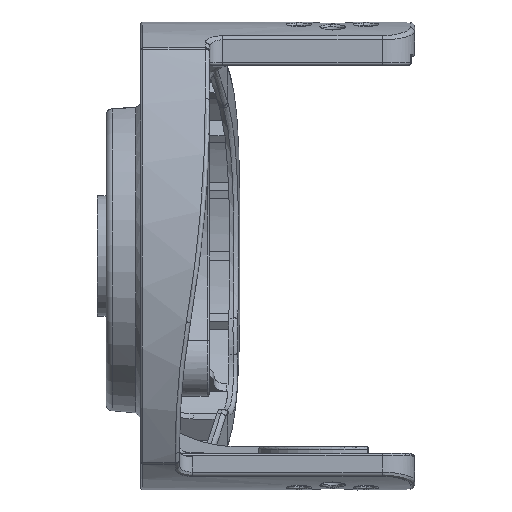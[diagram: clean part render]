
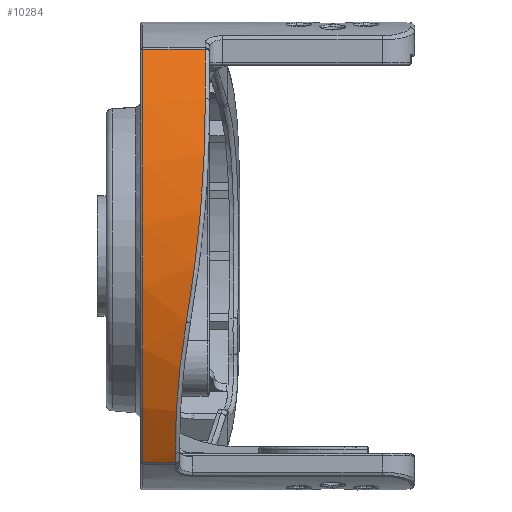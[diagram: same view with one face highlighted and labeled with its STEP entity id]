
A CAD part, left-side view. The second image highlights one B-rep face of the part: STEP entity #10284.
In plain terms, the highlighted cylindrical face has radius 85.7 mm (diameter 171.4 mm), a partial arc.
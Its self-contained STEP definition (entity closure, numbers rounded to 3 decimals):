
#392=CYLINDRICAL_SURFACE('',#11340,85.7);
#1016=FACE_OUTER_BOUND('',#1718,.T.);
#1718=EDGE_LOOP('',(#8246,#8247,#8248,#8249,#8250,#8251,#8252));
#2313=B_SPLINE_CURVE_WITH_KNOTS('',3,(#26775,#26776,#26777,#26778,#26779,
#26780,#26781,#26782,#26783,#26784,#26785,#26786,#26787,#26788,#26789,#26790,
#26791,#26792,#26793,#26794,#26795,#26796,#26797,#26798,#26799),
 .UNSPECIFIED.,.F.,.F.,(4,3,3,3,3,3,3,3,4),(0.,0.008,
0.016,0.016,0.025,0.025,
0.029,0.029,0.033),.UNSPECIFIED.);
#2314=B_SPLINE_CURVE_WITH_KNOTS('',3,(#26801,#26802,#26803,#26804,#26805,
#26806,#26807,#26808,#26809,#26810,#26811,#26812,#26813,#26814,#26815,#26816,
#26817,#26818,#26819,#26820,#26821,#26822,#26823,#26824,#26825,#26826,#26827,
#26828,#26829,#26830,#26831,#26832,#26833,#26834,#26835,#26836,#26837,#26838,
#26839,#26840),.UNSPECIFIED.,.F.,.F.,(4,3,3,3,3,3,3,3,3,3,3,3,3,4),(0.,
0.007,0.011,0.013,0.026,
0.026,0.03,0.03,0.033,
0.033,0.038,0.04,0.049,
0.053),.UNSPECIFIED.);
#2834=CIRCLE('',#11341,85.7);
#2835=CIRCLE('',#11342,85.7);
#2836=CIRCLE('',#11343,85.7);
#3382=LINE('',#26771,#3987);
#3383=LINE('',#26844,#3988);
#3987=VECTOR('',#13614,1000.);
#3988=VECTOR('',#13619,1000.);
#5038=VERTEX_POINT('',#26769);
#5039=VERTEX_POINT('',#26770);
#5040=VERTEX_POINT('',#26772);
#5041=VERTEX_POINT('',#26774);
#5042=VERTEX_POINT('',#26800);
#5043=VERTEX_POINT('',#26841);
#5044=VERTEX_POINT('',#26843);
#6312=EDGE_CURVE('',#5038,#5039,#3382,.T.);
#6313=EDGE_CURVE('',#5040,#5038,#2834,.T.);
#6314=EDGE_CURVE('',#5041,#5040,#2313,.T.);
#6315=EDGE_CURVE('',#5042,#5041,#2314,.T.);
#6316=EDGE_CURVE('',#5043,#5042,#2835,.T.);
#6317=EDGE_CURVE('',#5043,#5044,#3383,.T.);
#6318=EDGE_CURVE('',#5039,#5044,#2836,.T.);
#8246=ORIENTED_EDGE('',*,*,#6312,.F.);
#8247=ORIENTED_EDGE('',*,*,#6313,.F.);
#8248=ORIENTED_EDGE('',*,*,#6314,.F.);
#8249=ORIENTED_EDGE('',*,*,#6315,.F.);
#8250=ORIENTED_EDGE('',*,*,#6316,.F.);
#8251=ORIENTED_EDGE('',*,*,#6317,.T.);
#8252=ORIENTED_EDGE('',*,*,#6318,.F.);
#10284=ADVANCED_FACE('',(#1016),#392,.T.);
#11340=AXIS2_PLACEMENT_3D('',#26768,#13612,#13613);
#11341=AXIS2_PLACEMENT_3D('',#26773,#13615,#13616);
#11342=AXIS2_PLACEMENT_3D('',#26842,#13617,#13618);
#11343=AXIS2_PLACEMENT_3D('',#26845,#13620,#13621);
#13612=DIRECTION('center_axis',(0.,1.,0.));
#13613=DIRECTION('ref_axis',(0.,0.,1.));
#13614=DIRECTION('',(0.,1.,0.));
#13615=DIRECTION('center_axis',(0.,-1.,0.));
#13616=DIRECTION('ref_axis',(0.,0.,1.));
#13617=DIRECTION('center_axis',(0.,-1.,0.));
#13618=DIRECTION('ref_axis',(0.,0.,1.));
#13619=DIRECTION('',(0.,1.,0.));
#13620=DIRECTION('center_axis',(0.,1.,0.));
#13621=DIRECTION('ref_axis',(0.,0.,1.));
#26768=CARTESIAN_POINT('Origin',(-34.103,-129.362,16.264));
#26769=CARTESIAN_POINT('',(-105.144,327.551,-31.67));
#26770=CARTESIAN_POINT('',(-105.144,335.051,-31.67));
#26771=CARTESIAN_POINT('',(-105.144,-129.362,-31.67));
#26772=CARTESIAN_POINT('',(-106.589,327.551,-29.455));
#26773=CARTESIAN_POINT('Origin',(-34.103,327.551,16.264));
#26774=CARTESIAN_POINT('',(-118.433,324.958,1.004));
#26775=CARTESIAN_POINT('Ctrl Pts',(-118.433,324.958,1.004));
#26776=CARTESIAN_POINT('Ctrl Pts',(-117.946,325.419,-1.688));
#26777=CARTESIAN_POINT('Ctrl Pts',(-117.334,325.812,-4.343));
#26778=CARTESIAN_POINT('Ctrl Pts',(-116.597,326.142,-6.961));
#26779=CARTESIAN_POINT('Ctrl Pts',(-115.86,326.471,-9.579));
#26780=CARTESIAN_POINT('Ctrl Pts',(-114.998,326.737,-12.159));
#26781=CARTESIAN_POINT('Ctrl Pts',(-114.012,326.946,-14.703));
#26782=CARTESIAN_POINT('Ctrl Pts',(-114.012,326.946,-14.703));
#26783=CARTESIAN_POINT('Ctrl Pts',(-114.012,326.946,-14.704));
#26784=CARTESIAN_POINT('Ctrl Pts',(-114.012,326.946,-14.704));
#26785=CARTESIAN_POINT('Ctrl Pts',(-113.026,327.155,-17.248));
#26786=CARTESIAN_POINT('Ctrl Pts',(-111.915,327.307,-19.754));
#26787=CARTESIAN_POINT('Ctrl Pts',(-110.676,327.406,-22.221));
#26788=CARTESIAN_POINT('Ctrl Pts',(-110.675,327.406,-22.221));
#26789=CARTESIAN_POINT('Ctrl Pts',(-110.675,327.406,-22.221));
#26790=CARTESIAN_POINT('Ctrl Pts',(-110.675,327.406,-22.222));
#26791=CARTESIAN_POINT('Ctrl Pts',(-110.055,327.456,-23.455));
#26792=CARTESIAN_POINT('Ctrl Pts',(-109.402,327.492,-24.68));
#26793=CARTESIAN_POINT('Ctrl Pts',(-108.721,327.516,-25.886));
#26794=CARTESIAN_POINT('Ctrl Pts',(-108.721,327.516,-25.886));
#26795=CARTESIAN_POINT('Ctrl Pts',(-108.721,327.516,-25.886));
#26796=CARTESIAN_POINT('Ctrl Pts',(-108.721,327.516,-25.886));
#26797=CARTESIAN_POINT('Ctrl Pts',(-108.039,327.54,-27.093));
#26798=CARTESIAN_POINT('Ctrl Pts',(-107.328,327.551,-28.283));
#26799=CARTESIAN_POINT('Ctrl Pts',(-106.589,327.551,-29.455));
#26800=CARTESIAN_POINT('',(-111.648,320.551,52.75));
#26801=CARTESIAN_POINT('Ctrl Pts',(-111.648,320.551,52.75));
#26802=CARTESIAN_POINT('Ctrl Pts',(-112.603,320.551,50.72));
#26803=CARTESIAN_POINT('Ctrl Pts',(-113.473,320.572,48.665));
#26804=CARTESIAN_POINT('Ctrl Pts',(-114.259,320.613,46.588));
#26805=CARTESIAN_POINT('Ctrl Pts',(-114.821,320.643,45.102));
#26806=CARTESIAN_POINT('Ctrl Pts',(-115.34,320.684,43.605));
#26807=CARTESIAN_POINT('Ctrl Pts',(-115.817,320.737,42.096));
#26808=CARTESIAN_POINT('Ctrl Pts',(-116.004,320.757,41.505));
#26809=CARTESIAN_POINT('Ctrl Pts',(-116.184,320.78,40.912));
#26810=CARTESIAN_POINT('Ctrl Pts',(-116.358,320.804,40.317));
#26811=CARTESIAN_POINT('Ctrl Pts',(-117.596,320.976,36.083));
#26812=CARTESIAN_POINT('Ctrl Pts',(-118.507,321.24,31.761));
#26813=CARTESIAN_POINT('Ctrl Pts',(-119.083,321.607,27.348));
#26814=CARTESIAN_POINT('Ctrl Pts',(-119.083,321.607,27.347));
#26815=CARTESIAN_POINT('Ctrl Pts',(-119.083,321.607,27.346));
#26816=CARTESIAN_POINT('Ctrl Pts',(-119.083,321.607,27.346));
#26817=CARTESIAN_POINT('Ctrl Pts',(-119.227,321.699,26.243));
#26818=CARTESIAN_POINT('Ctrl Pts',(-119.35,321.798,25.133));
#26819=CARTESIAN_POINT('Ctrl Pts',(-119.45,321.902,24.027));
#26820=CARTESIAN_POINT('Ctrl Pts',(-119.45,321.902,24.027));
#26821=CARTESIAN_POINT('Ctrl Pts',(-119.45,321.902,24.026));
#26822=CARTESIAN_POINT('Ctrl Pts',(-119.451,321.902,24.025));
#26823=CARTESIAN_POINT('Ctrl Pts',(-119.551,322.006,22.919));
#26824=CARTESIAN_POINT('Ctrl Pts',(-119.63,322.117,21.815));
#26825=CARTESIAN_POINT('Ctrl Pts',(-119.687,322.233,20.712));
#26826=CARTESIAN_POINT('Ctrl Pts',(-119.687,322.233,20.711));
#26827=CARTESIAN_POINT('Ctrl Pts',(-119.687,322.233,20.71));
#26828=CARTESIAN_POINT('Ctrl Pts',(-119.687,322.233,20.71));
#26829=CARTESIAN_POINT('Ctrl Pts',(-119.773,322.407,19.051));
#26830=CARTESIAN_POINT('Ctrl Pts',(-119.811,322.595,17.396));
#26831=CARTESIAN_POINT('Ctrl Pts',(-119.801,322.797,15.745));
#26832=CARTESIAN_POINT('Ctrl Pts',(-119.798,322.863,15.198));
#26833=CARTESIAN_POINT('Ctrl Pts',(-119.789,322.931,14.652));
#26834=CARTESIAN_POINT('Ctrl Pts',(-119.776,323.001,14.106));
#26835=CARTESIAN_POINT('Ctrl Pts',(-119.697,323.395,11.005));
#26836=CARTESIAN_POINT('Ctrl Pts',(-119.452,323.837,7.915));
#26837=CARTESIAN_POINT('Ctrl Pts',(-119.038,324.325,4.838));
#26838=CARTESIAN_POINT('Ctrl Pts',(-118.866,324.528,3.558));
#26839=CARTESIAN_POINT('Ctrl Pts',(-118.664,324.739,2.28));
#26840=CARTESIAN_POINT('Ctrl Pts',(-118.433,324.958,1.004));
#26841=CARTESIAN_POINT('',(-105.144,320.551,64.198));
#26842=CARTESIAN_POINT('Origin',(-34.103,320.551,16.264));
#26843=CARTESIAN_POINT('',(-105.144,335.051,64.198));
#26844=CARTESIAN_POINT('',(-105.144,-129.362,64.198));
#26845=CARTESIAN_POINT('Origin',(-34.103,335.051,16.264));
